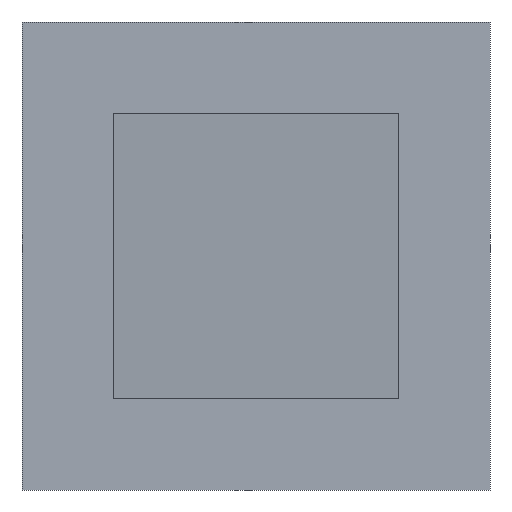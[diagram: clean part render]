
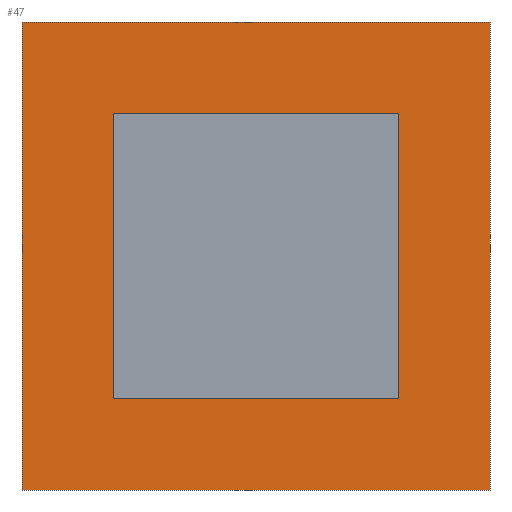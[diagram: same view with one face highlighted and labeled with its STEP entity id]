
A CAD part, left-side view. The second image highlights one B-rep face of the part: STEP entity #47.
In plain terms, the highlighted planar face has unit normal (-1, 0, 0).
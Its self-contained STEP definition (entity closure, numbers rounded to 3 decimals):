
#8 = LINE ( 'NONE', #153, #217 ) ;
#23 = CARTESIAN_POINT ( 'NONE',  ( -5., 101., 59. ) ) ;
#26 = ORIENTED_EDGE ( 'NONE', *, *, #297, .T. ) ;
#27 = FACE_BOUND ( 'NONE', #254, .T. ) ;
#33 = VERTEX_POINT ( 'NONE', #221 ) ;
#34 = DIRECTION ( 'NONE',  ( 0., 0., -1. ) ) ;
#40 = ORIENTED_EDGE ( 'NONE', *, *, #103, .T. ) ;
#42 = LINE ( 'NONE', #161, #239 ) ;
#47 = ADVANCED_FACE ( 'NONE', ( #27, #267 ), #323, .T. ) ;
#57 = EDGE_CURVE ( 'NONE', #170, #279, #150, .T. ) ;
#67 = DIRECTION ( 'NONE',  ( 0., 0., 1. ) ) ;
#75 = CARTESIAN_POINT ( 'NONE',  ( -5., 19., 141. ) ) ;
#87 = EDGE_CURVE ( 'NONE', #279, #129, #310, .T. ) ;
#90 = ORIENTED_EDGE ( 'NONE', *, *, #301, .T. ) ;
#91 = VECTOR ( 'NONE', #209, 1000. ) ;
#94 = DIRECTION ( 'NONE',  ( 0., -1., 0. ) ) ;
#96 = DIRECTION ( 'NONE',  ( -1., 0., 0. ) ) ;
#102 = DIRECTION ( 'NONE',  ( 0., 1., 0. ) ) ;
#103 = EDGE_CURVE ( 'NONE', #187, #298, #8, .T. ) ;
#105 = EDGE_LOOP ( 'NONE', ( #294, #314, #204, #248 ) ) ;
#129 = VERTEX_POINT ( 'NONE', #75 ) ;
#136 = LINE ( 'NONE', #172, #292 ) ;
#139 = DIRECTION ( 'NONE',  ( 0., 0., -1. ) ) ;
#140 = CARTESIAN_POINT ( 'NONE',  ( -5., 35., 100. ) ) ;
#145 = VECTOR ( 'NONE', #94, 1000. ) ;
#146 = VERTEX_POINT ( 'NONE', #151 ) ;
#150 = LINE ( 'NONE', #218, #145 ) ;
#151 = CARTESIAN_POINT ( 'NONE',  ( -5., 85., 125. ) ) ;
#153 = CARTESIAN_POINT ( 'NONE',  ( -5., 60., 75. ) ) ;
#161 = CARTESIAN_POINT ( 'NONE',  ( -5., 101., 100. ) ) ;
#166 = VECTOR ( 'NONE', #167, 1000. ) ;
#167 = DIRECTION ( 'NONE',  ( 0., 0., 1. ) ) ;
#169 = EDGE_CURVE ( 'NONE', #129, #33, #136, .T. ) ;
#170 = VERTEX_POINT ( 'NONE', #23 ) ;
#171 = LINE ( 'NONE', #181, #287 ) ;
#172 = CARTESIAN_POINT ( 'NONE',  ( -5., 60., 141. ) ) ;
#181 = CARTESIAN_POINT ( 'NONE',  ( -5., 85., 100. ) ) ;
#183 = LINE ( 'NONE', #140, #329 ) ;
#187 = VERTEX_POINT ( 'NONE', #324 ) ;
#198 = AXIS2_PLACEMENT_3D ( 'NONE', #281, #96, #67 ) ;
#204 = ORIENTED_EDGE ( 'NONE', *, *, #87, .T. ) ;
#209 = DIRECTION ( 'NONE',  ( 0., -1., 0. ) ) ;
#214 = CARTESIAN_POINT ( 'NONE',  ( -5., 85., 75. ) ) ;
#217 = VECTOR ( 'NONE', #102, 1000. ) ;
#218 = CARTESIAN_POINT ( 'NONE',  ( -5., 60., 59. ) ) ;
#221 = CARTESIAN_POINT ( 'NONE',  ( -5., 101., 141. ) ) ;
#228 = DIRECTION ( 'NONE',  ( 0., 1., 0. ) ) ;
#239 = VECTOR ( 'NONE', #34, 1000. ) ;
#242 = LINE ( 'NONE', #270, #91 ) ;
#244 = CARTESIAN_POINT ( 'NONE',  ( -5., 19., 59. ) ) ;
#248 = ORIENTED_EDGE ( 'NONE', *, *, #169, .T. ) ;
#254 = EDGE_LOOP ( 'NONE', ( #90, #26, #40, #285 ) ) ;
#267 = FACE_OUTER_BOUND ( 'NONE', #105, .T. ) ;
#269 = DIRECTION ( 'NONE',  ( 0., 0., -1. ) ) ;
#270 = CARTESIAN_POINT ( 'NONE',  ( -5., 60., 125. ) ) ;
#279 = VERTEX_POINT ( 'NONE', #244 ) ;
#281 = CARTESIAN_POINT ( 'NONE',  ( -5., 18.99, 58.99 ) ) ;
#285 = ORIENTED_EDGE ( 'NONE', *, *, #321, .F. ) ;
#287 = VECTOR ( 'NONE', #139, 1000. ) ;
#292 = VECTOR ( 'NONE', #228, 1000. ) ;
#294 = ORIENTED_EDGE ( 'NONE', *, *, #344, .T. ) ;
#297 = EDGE_CURVE ( 'NONE', #305, #187, #183, .T. ) ;
#298 = VERTEX_POINT ( 'NONE', #214 ) ;
#301 = EDGE_CURVE ( 'NONE', #146, #305, #242, .T. ) ;
#305 = VERTEX_POINT ( 'NONE', #334 ) ;
#310 = LINE ( 'NONE', #342, #166 ) ;
#314 = ORIENTED_EDGE ( 'NONE', *, *, #57, .T. ) ;
#321 = EDGE_CURVE ( 'NONE', #146, #298, #171, .T. ) ;
#323 = PLANE ( 'NONE',  #198 ) ;
#324 = CARTESIAN_POINT ( 'NONE',  ( -5., 35., 75. ) ) ;
#329 = VECTOR ( 'NONE', #269, 1000. ) ;
#334 = CARTESIAN_POINT ( 'NONE',  ( -5., 35., 125. ) ) ;
#342 = CARTESIAN_POINT ( 'NONE',  ( -5., 19., 100. ) ) ;
#344 = EDGE_CURVE ( 'NONE', #33, #170, #42, .T. ) ;
